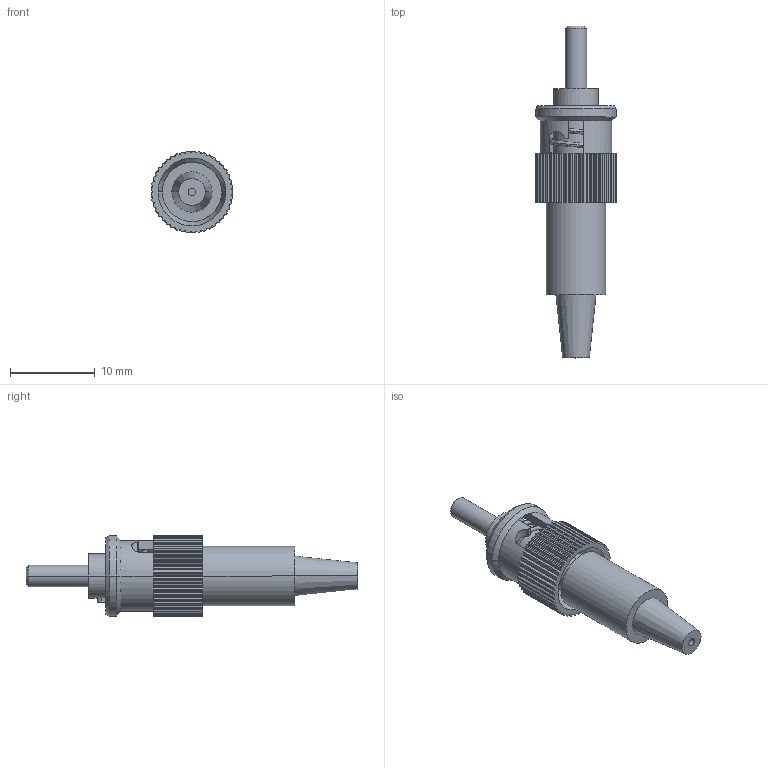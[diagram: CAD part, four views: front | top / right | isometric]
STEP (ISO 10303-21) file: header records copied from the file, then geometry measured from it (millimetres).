
FILE_DESCRIPTION (( 'STEP AP214' ), '1' );
FILE_NAME ('FOC-STMMS09.STEP', '2020-02-27T17:36:05', ( '' ), ( '' ), 'SwSTEP 2.0', 'SolidWorks 2018', '' );
FILE_SCHEMA (( 'AUTOMOTIVE_DESIGN' ));
Length unit declared in the file: inch
Products named in the file (4): FOC-STMMS09; FOC-001BA-PROD-MA3; 1AF05-008-MA1; FOC-001BA-PROD-MA1_New - With Locking Slots
Assembly tree (3 placements, depth 2):
  FOC-STMMS09
    FOC-001BA-PROD-MA1_New - With Locking Slots
    FOC-001BA-PROD-MA3
    1AF05-008-MA1
Bounding box: 9.65 x 39.12 x 9.65 mm (x, y, z)
Volume: 1145.9 mm3; surface area: 2072.7 mm2
Topology: 3 solids, 3 shells, 268 faces, 751 edges, 497 vertices
Faces by surface type: cylinder 129, plane 121, cone 14, bspline 2, torus 2
Entity records: 10256 total; most frequent: CARTESIAN_POINT 2753, DIRECTION 1552, ORIENTED_EDGE 1502, EDGE_CURVE 751, AXIS2_PLACEMENT_3D 550, VERTEX_POINT 497, VECTOR 452, LINE 452
